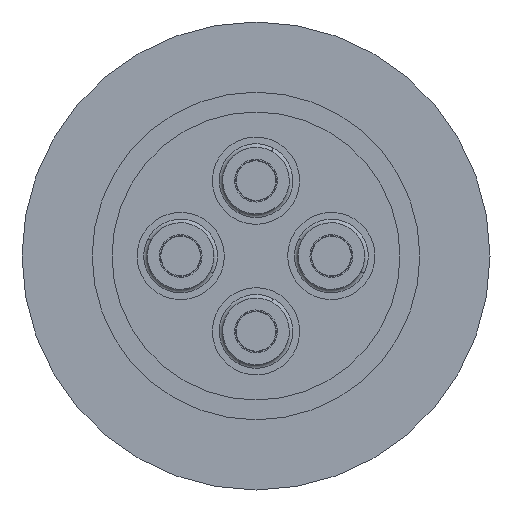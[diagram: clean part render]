
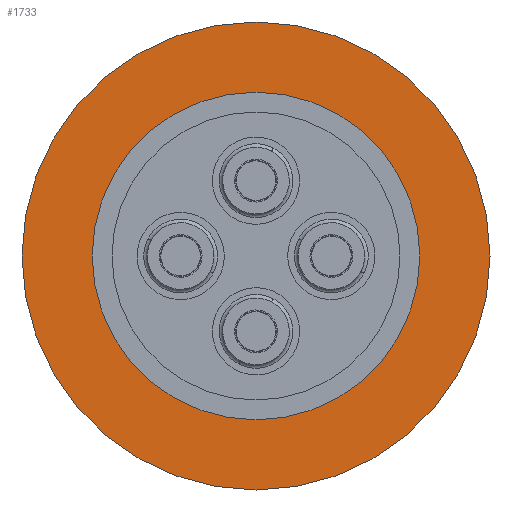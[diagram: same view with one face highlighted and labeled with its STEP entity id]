
A CAD part, front view. The second image highlights one B-rep face of the part: STEP entity #1733.
In plain terms, the highlighted planar face has unit normal (0, -1, 0).
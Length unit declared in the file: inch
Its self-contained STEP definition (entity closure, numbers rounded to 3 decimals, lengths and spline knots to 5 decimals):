
#530 = CARTESIAN_POINT ( 'NONE',  ( 1.475, -0.1, 0. ) ) ;
#543 = CARTESIAN_POINT ( 'NONE',  ( 1.0325, -0.1, 0. ) ) ;
#775 = EDGE_LOOP ( 'NONE', ( #6626, #6518 ) ) ;
#856 = VERTEX_POINT ( 'NONE', #543 ) ;
#869 = VERTEX_POINT ( 'NONE', #530 ) ;
#911 = EDGE_LOOP ( 'NONE', ( #6410, #6530 ) ) ;
#1033 = VERTEX_POINT ( 'NONE', #7566 ) ;
#1469 = FACE_BOUND ( 'NONE', #911, .T. ) ;
#1544 = FACE_OUTER_BOUND ( 'NONE', #775, .T. ) ;
#1551 = VERTEX_POINT ( 'NONE', #2553 ) ;
#1733 = ADVANCED_FACE ( 'NONE', ( #1469, #1544 ), #6200, .T. ) ;
#2497 = EDGE_CURVE ( 'NONE', #1551, #856, #6988, .T. ) ;
#2501 = EDGE_CURVE ( 'NONE', #869, #1033, #6979, .T. ) ;
#2525 = EDGE_CURVE ( 'NONE', #1033, #869, #6993, .T. ) ;
#2526 = EDGE_CURVE ( 'NONE', #856, #1551, #6879, .T. ) ;
#2553 = CARTESIAN_POINT ( 'NONE',  ( -1.0325, -0.1, 0. ) ) ;
#2928 = AXIS2_PLACEMENT_3D ( 'NONE', #6203, #6198, #6197 ) ;
#3733 = AXIS2_PLACEMENT_3D ( 'NONE', #4153, #4154, #4155 ) ;
#3735 = AXIS2_PLACEMENT_3D ( 'NONE', #4163, #4164, #4165 ) ;
#3752 = AXIS2_PLACEMENT_3D ( 'NONE', #4223, #4224, #4225 ) ;
#3753 = AXIS2_PLACEMENT_3D ( 'NONE', #4226, #4227, #4228 ) ;
#4153 = CARTESIAN_POINT ( 'NONE',  ( 0., -0.1, 0. ) ) ;
#4154 = DIRECTION ( 'NONE',  ( 0., 1., 0. ) ) ;
#4155 = DIRECTION ( 'NONE',  ( 1., 0., 0. ) ) ;
#4163 = CARTESIAN_POINT ( 'NONE',  ( 0., -0.1, 0. ) ) ;
#4164 = DIRECTION ( 'NONE',  ( 0., 1., 0. ) ) ;
#4165 = DIRECTION ( 'NONE',  ( 1., 0., 0. ) ) ;
#4223 = CARTESIAN_POINT ( 'NONE',  ( 0., -0.1, 0. ) ) ;
#4224 = DIRECTION ( 'NONE',  ( 0., 1., 0. ) ) ;
#4225 = DIRECTION ( 'NONE',  ( 1., 0., 0. ) ) ;
#4226 = CARTESIAN_POINT ( 'NONE',  ( 0., -0.1, 0. ) ) ;
#4227 = DIRECTION ( 'NONE',  ( 0., 1., 0. ) ) ;
#4228 = DIRECTION ( 'NONE',  ( 1., 0., 0. ) ) ;
#6197 = DIRECTION ( 'NONE',  ( -1., 0., 0. ) ) ;
#6198 = DIRECTION ( 'NONE',  ( 0., -1., 0. ) ) ;
#6200 = PLANE ( 'NONE',  #2928 ) ;
#6203 = CARTESIAN_POINT ( 'NONE',  ( 1.475, -0.1, 0. ) ) ;
#6410 = ORIENTED_EDGE ( 'NONE', *, *, #2526, .T. ) ;
#6518 = ORIENTED_EDGE ( 'NONE', *, *, #2525, .F. ) ;
#6530 = ORIENTED_EDGE ( 'NONE', *, *, #2497, .T. ) ;
#6626 = ORIENTED_EDGE ( 'NONE', *, *, #2501, .F. ) ;
#6879 = CIRCLE ( 'NONE', #3753, 1.0325 ) ;
#6979 = CIRCLE ( 'NONE', #3735, 1.475 ) ;
#6988 = CIRCLE ( 'NONE', #3733, 1.0325 ) ;
#6993 = CIRCLE ( 'NONE', #3752, 1.475 ) ;
#7566 = CARTESIAN_POINT ( 'NONE',  ( -1.475, -0.1, 0. ) ) ;
